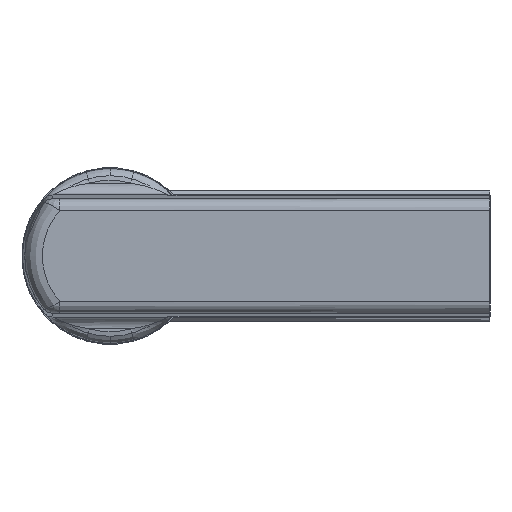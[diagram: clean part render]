
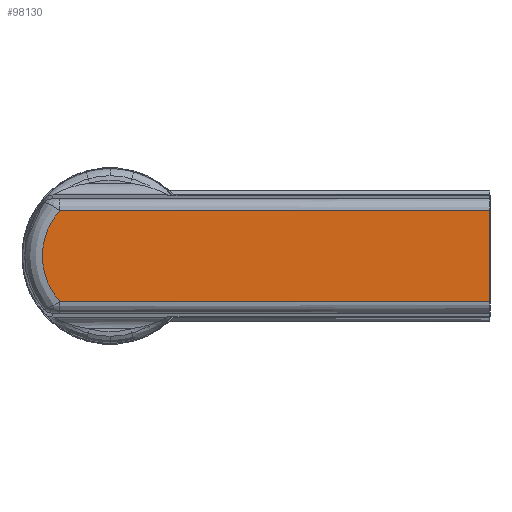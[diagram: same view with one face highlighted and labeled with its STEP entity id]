
A CAD part, left-side view. The second image highlights one B-rep face of the part: STEP entity #98130.
In plain terms, the highlighted face is planar.
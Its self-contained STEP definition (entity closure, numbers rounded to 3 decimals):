
#97430=CARTESIAN_POINT('',(3.431,3.117,20.));
#97440=VERTEX_POINT('',#97430);
#97750=CARTESIAN_POINT('',(-26.,0.,20.));
#97760=DIRECTION('',(0.,0.,1.));
#97770=DIRECTION('',(1.,0.,0.));
#97780=AXIS2_PLACEMENT_3D('',#97750,#97760,#97770);
#97790=PLANE('',#97780);
#97800=CARTESIAN_POINT('',(0.,0.,20.));
#97810=DIRECTION('',(0.,0.,-1.));
#97820=DIRECTION('',(0.,1.,0.));
#97830=AXIS2_PLACEMENT_3D('',#97800,#97810,#97820);
#97840=CIRCLE('',#97830,4.636);
#97850=CARTESIAN_POINT('',(3.431,-3.117,20.));
#97860=VERTEX_POINT('',#97850);
#97870=EDGE_CURVE('',#97440,#97860,#97840,.T.);
#97880=ORIENTED_EDGE('',*,*,#97870,.F.);
#97890=CARTESIAN_POINT('',(-4.5,-3.117,20.));
#97900=DIRECTION('',(1.,0.,0.));
#97910=VECTOR('',#97900,1.);
#97920=LINE('',#97890,#97910);
#97930=CARTESIAN_POINT('',(-26.,-3.117,20.));
#97940=VERTEX_POINT('',#97930);
#97950=EDGE_CURVE('',#97940,#97860,#97920,.T.);
#97960=ORIENTED_EDGE('',*,*,#97950,.T.);
#97970=CARTESIAN_POINT('',(-26.,0.,20.));
#97980=DIRECTION('',(0.,-1.,0.));
#97990=VECTOR('',#97980,1.);
#98000=LINE('',#97970,#97990);
#98010=CARTESIAN_POINT('',(-26.,3.117,20.));
#98020=VERTEX_POINT('',#98010);
#98030=EDGE_CURVE('',#98020,#97940,#98000,.T.);
#98040=ORIENTED_EDGE('',*,*,#98030,.T.);
#98050=CARTESIAN_POINT('',(-4.5,3.117,20.));
#98060=DIRECTION('',(1.,0.,0.));
#98070=VECTOR('',#98060,1.);
#98080=LINE('',#98050,#98070);
#98090=EDGE_CURVE('',#98020,#97440,#98080,.T.);
#98100=ORIENTED_EDGE('',*,*,#98090,.F.);
#98110=EDGE_LOOP('',(#98100,#98040,#97960,#97880));
#98120=FACE_OUTER_BOUND('',#98110,.T.);
#98130=ADVANCED_FACE('',(#98120),#97790,.T.);
